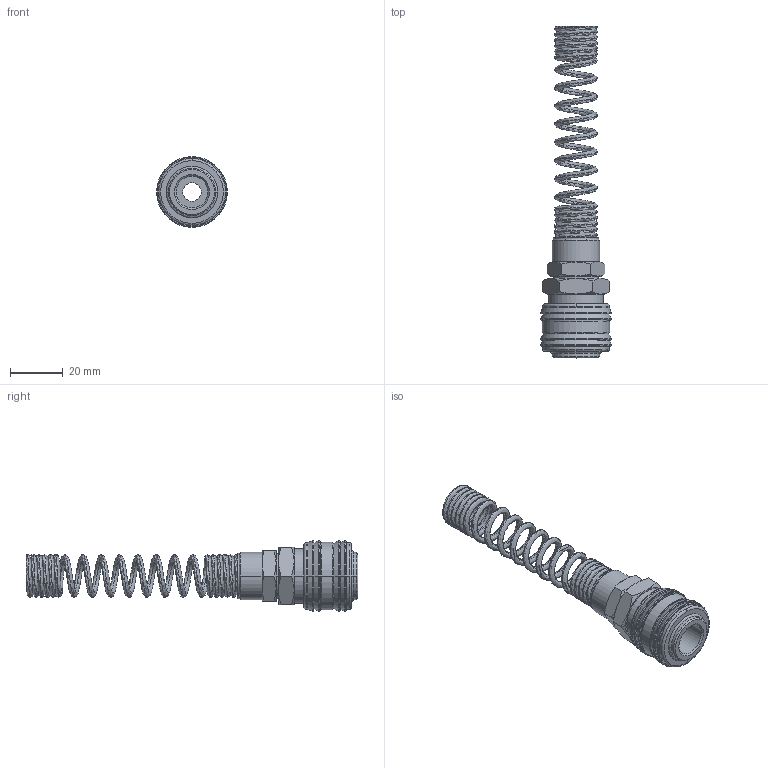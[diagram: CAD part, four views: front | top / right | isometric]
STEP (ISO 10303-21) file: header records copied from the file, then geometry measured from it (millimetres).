
FILE_DESCRIPTION(('STEP AP214'),'1');
FILE_NAME('esn_9_tqfab.stp','2020-03-05T08:44:58',('TraceParts'),('TraceParts S.A.'),'Spatial InterOp 3D',' ',' ');
FILE_SCHEMA(('automotive_design'));
Length unit declared in the file: millimetre
Products named in the file (1): 1
Bounding box: 26.8 x 126 x 26.8 mm (x, y, z)
Volume: 17828.6 mm3; surface area: 11916 mm2
Topology: 1 solids, 1 shells, 126 faces, 278 edges, 169 vertices
Faces by surface type: cone 46, plane 30, cylinder 26, torus 22, bspline 2
Entity records: 35822 total; most frequent: CARTESIAN_POINT 32034, DIRECTION 639, ORIENTED_EDGE 556, AXIS2_PLACEMENT_3D 289, EDGE_CURVE 278, VERTEX_POINT 169, CIRCLE 164, EDGE_LOOP 143
